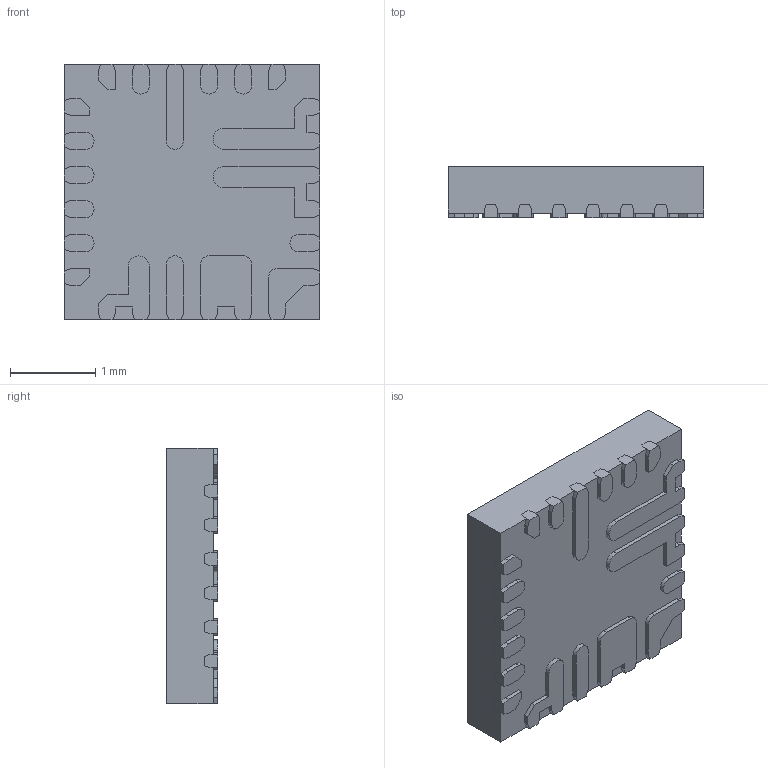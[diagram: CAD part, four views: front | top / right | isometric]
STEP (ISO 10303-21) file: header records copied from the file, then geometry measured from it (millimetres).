
FILE_DESCRIPTION (( 'STEP AP214' ), '1' );
FILE_NAME ('MAX77751CEFG+.STEP', '2023-05-04T21:17:23', ( '' ), ( '' ), 'SwSTEP 2.0', 'SolidWorks 2021', '' );
FILE_SCHEMA (( 'AUTOMOTIVE_DESIGN' ));
Length unit declared in the file: millimetre
Products named in the file (1): MAX77751CEFG+
Bounding box: 3 x 0.6 x 3 mm (x, y, z)
Volume: 5.1 mm3; surface area: 35 mm2
Topology: 21 solids, 21 shells, 567 faces, 1476 edges, 952 vertices
Faces by surface type: plane 523, cylinder 44
Entity records: 17164 total; most frequent: CARTESIAN_POINT 2996, ORIENTED_EDGE 2952, DIRECTION 2700, EDGE_CURVE 1476, VECTOR 1388, LINE 1388, VERTEX_POINT 952, AXIS2_PLACEMENT_3D 656
